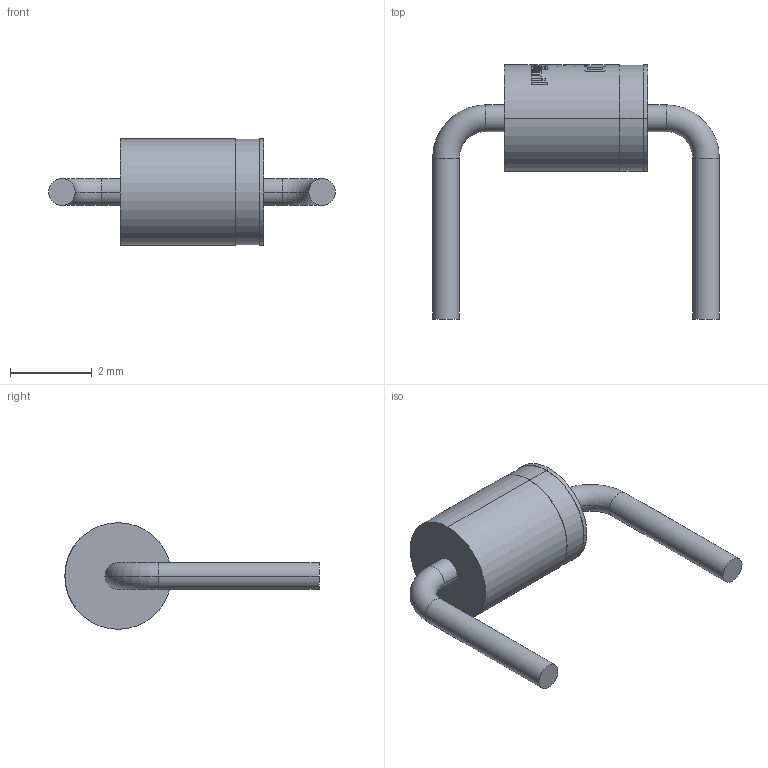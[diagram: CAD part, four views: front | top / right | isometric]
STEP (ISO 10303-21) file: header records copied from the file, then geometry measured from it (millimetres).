
FILE_DESCRIPTION (( 'STEP AP214' ), '1' );
FILE_NAME ('R-1_Max_250mil_rev1.0.STEP', '2023-03-16T22:57:18', ( '' ), ( '' ), 'SwSTEP 2.0', 'SolidWorks 2020', '' );
FILE_SCHEMA (( 'AUTOMOTIVE_DESIGN' ));
Length unit declared in the file: millimetre
Products named in the file (1): R-1_Max_250mil_rev1.0
Bounding box: 7 x 6.2 x 2.6 mm (x, y, z)
Volume: 22.5 mm3; surface area: 63.5 mm2
Topology: 1 solids, 1 shells, 46 faces, 240 edges, 222 vertices
Faces by surface type: cylinder 36, plane 6, torus 4
Entity records: 3295 total; most frequent: CARTESIAN_POINT 744, ORIENTED_EDGE 480, DIRECTION 367, EDGE_CURVE 240, VERTEX_POINT 222, AXIS2_PLACEMENT_3D 145, CIRCLE 98, LINE 77
